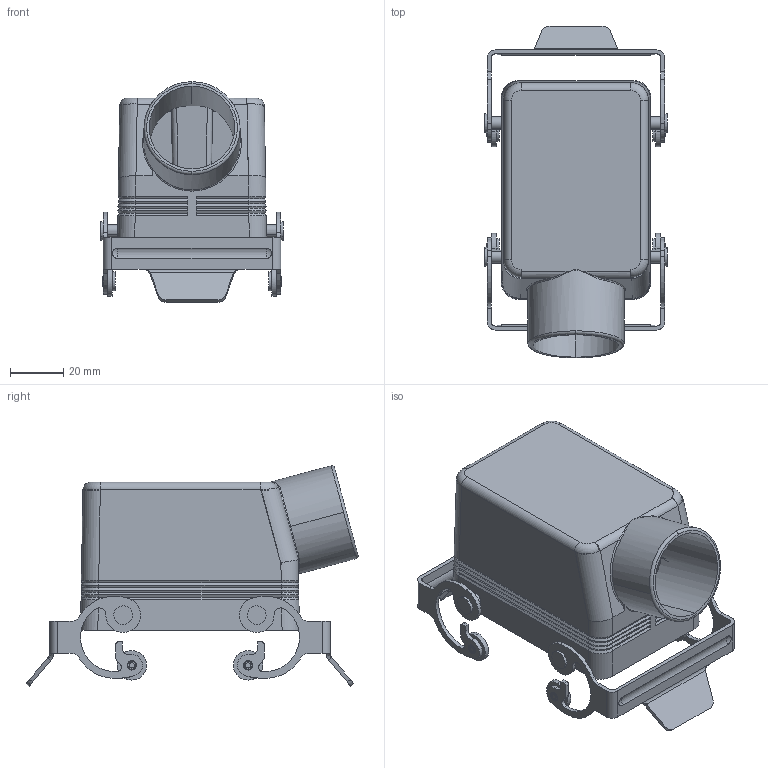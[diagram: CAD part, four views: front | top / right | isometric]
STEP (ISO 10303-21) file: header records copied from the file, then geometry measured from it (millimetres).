
FILE_DESCRIPTION(('Creo Elements/Direct Modeling STEP Export'),'2;1');
FILE_NAME('0ln7uvk5275195a8652','2020-04-14T10:05:09',(''),(''),'Creo Elements/Direct Modeling STEP processor for AP214 (Solid Model)','Creo Elements/Direct Modeling 20.1B 02-Apr-2019 (C) Parametric Technology GmbH','');
FILE_SCHEMA(('AUTOMOTIVE_DESIGN { 1 0 10303 214 1 1 1 1 }'));
Length unit declared in the file: millimetre
Products named in the file (10): Leva; CHPX 50.21.1; CHPX 50.21.3; Leva.1; CHPX 50.21.4; CHPX 50.21.2; MHO 50 X32; MHOX 50 X32
Assembly tree (9 placements, depth 3):
  MHOX 50 X32
    MHO 50 X32
    Leva.1
      CHPX 50.21.2
      CHPX 50.21.4
      Leva.1
    Leva
      CHPX 50.21.3
      CHPX 50.21.1
      Leva
Bounding box: 68.5 x 124.32 x 82.61 mm (x, y, z)
Volume: 72842.6 mm3; surface area: 51870.9 mm2
Topology: 7 solids, 11 shells, 584 faces, 1453 edges, 912 vertices
Faces by surface type: cylinder 239, plane 221, cone 69, bspline 31, sphere 11, torus 9, extrusion 4
Entity records: 25726 total; most frequent: CARTESIAN_POINT 11493, ORIENTED_EDGE 2880, DIRECTION 2542, EDGE_CURVE 1440, AXIS2_PLACEMENT_3D 959, VERTEX_POINT 912, EDGE_LOOP 640, VECTOR 624
